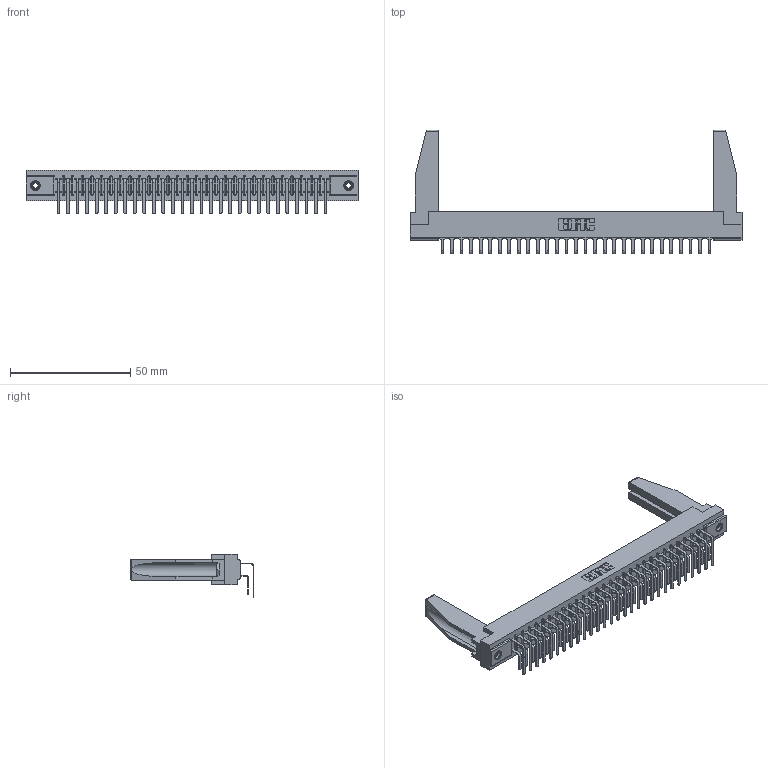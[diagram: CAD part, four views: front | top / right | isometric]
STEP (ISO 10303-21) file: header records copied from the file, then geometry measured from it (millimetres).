
FILE_DESCRIPTION (( 'STEP AP203' ), '1' );
FILE_NAME ('307-029-459-178.STEP', '2020-09-28T09:19:25', ( '' ), ( '' ), 'SwSTEP 2.0', 'SolidWorks 2020', '' );
FILE_SCHEMA (( 'CONFIG_CONTROL_DESIGN' ));
Length unit declared in the file: inch
Products named in the file (6): 307 Part_.156 Dia Mounting Holes; 307-290-001_559 - 2 (Single); 307-290-001_558 559 - 1 (Single); 307-220-078; 307-029-459-178; 345-250-001_345-250-001-102
Assembly tree (63 placements, depth 2):
  307-029-459-178
    307 Part_.156 Dia Mounting Holes
    307-290-001_558 559 - 1 (Single)  x29
    307-290-001_559 - 2 (Single)  x29
    307-220-078  x2
    345-250-001_345-250-001-102  x2
Bounding box: 137.92 x 51.4 x 18.07 mm (x, y, z)
Volume: 18824.7 mm3; surface area: 23209.1 mm2
Topology: 63 solids, 63 shells, 3178 faces, 8889 edges, 5758 vertices
Faces by surface type: plane 2068, cylinder 1034, sphere 60, cone 12, torus 4
Entity records: 31278 total; most frequent: CARTESIAN_POINT 5133, ORIENTED_EDGE 5044, DIRECTION 4986, EDGE_CURVE 2522, LINE 1932, VECTOR 1932, VERTEX_POINT 1632, AXIS2_PLACEMENT_3D 1527
